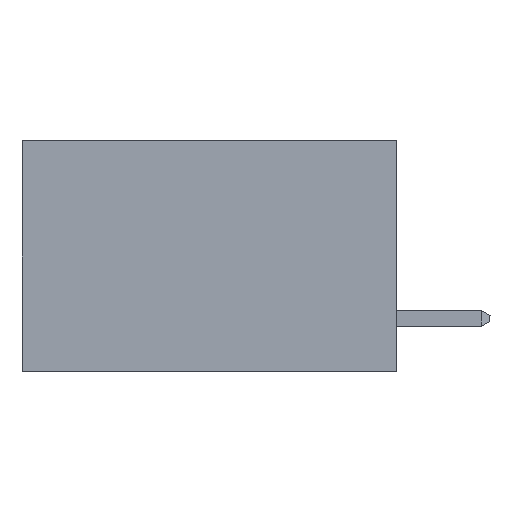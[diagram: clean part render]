
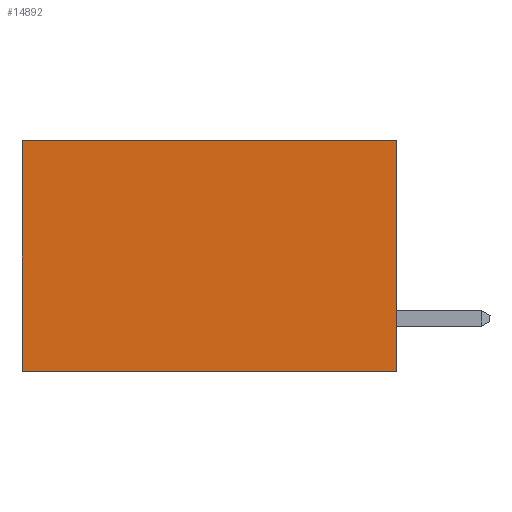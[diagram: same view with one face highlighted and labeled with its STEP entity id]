
A CAD part, left-side view. The second image highlights one B-rep face of the part: STEP entity #14892.
In plain terms, the highlighted planar face has unit normal (-1, 0, 0).
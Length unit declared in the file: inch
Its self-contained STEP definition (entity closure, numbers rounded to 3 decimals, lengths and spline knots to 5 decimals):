
#547 = LINE ( 'NONE', #9230, #7052 ) ;
#1143 = ORIENTED_EDGE ( 'NONE', *, *, #22608, .F. ) ;
#1242 = CARTESIAN_POINT ( 'NONE',  ( 0.2615, 0., 0. ) ) ;
#1781 = EDGE_LOOP ( 'NONE', ( #18353, #3015, #1143, #10086 ) ) ;
#2653 = DIRECTION ( 'NONE',  ( 0., 0., -1. ) ) ;
#2778 = VECTOR ( 'NONE', #20548, 39.37008 ) ;
#3015 = ORIENTED_EDGE ( 'NONE', *, *, #18512, .F. ) ;
#3214 = CARTESIAN_POINT ( 'NONE',  ( 0.2615, 0.6, -0.37 ) ) ;
#3296 = CARTESIAN_POINT ( 'NONE',  ( 0.2615, 0., 0. ) ) ;
#4113 = AXIS2_PLACEMENT_3D ( 'NONE', #15237, #22377, #7801 ) ;
#4746 = EDGE_CURVE ( 'NONE', #19140, #4864, #18682, .T. ) ;
#4864 = VERTEX_POINT ( 'NONE', #14805 ) ;
#6238 = EDGE_CURVE ( 'NONE', #4864, #19561, #22424, .T. ) ;
#6599 = CARTESIAN_POINT ( 'NONE',  ( 0.2615, 0., -0.37 ) ) ;
#7052 = VECTOR ( 'NONE', #12942, 39.37008 ) ;
#7801 = DIRECTION ( 'NONE',  ( 0., 0., -1. ) ) ;
#8133 = PLANE ( 'NONE',  #4113 ) ;
#9188 = VERTEX_POINT ( 'NONE', #6599 ) ;
#9230 = CARTESIAN_POINT ( 'NONE',  ( 0.2615, 0., -0.37 ) ) ;
#9237 = CARTESIAN_POINT ( 'NONE',  ( 0.2615, 0., -0.37 ) ) ;
#10086 = ORIENTED_EDGE ( 'NONE', *, *, #4746, .T. ) ;
#10795 = CARTESIAN_POINT ( 'NONE',  ( 0.2615, 0.6, -0.37 ) ) ;
#11461 = LINE ( 'NONE', #9237, #19466 ) ;
#11778 = DIRECTION ( 'NONE',  ( 0., 0., -1. ) ) ;
#12942 = DIRECTION ( 'NONE',  ( 0., 1., 0. ) ) ;
#13509 = VECTOR ( 'NONE', #11778, 39.37008 ) ;
#14805 = CARTESIAN_POINT ( 'NONE',  ( 0.2615, 0.6, 0. ) ) ;
#14892 = ADVANCED_FACE ( 'NONE', ( #20281 ), #8133, .F. ) ;
#15237 = CARTESIAN_POINT ( 'NONE',  ( 0.2615, 0., -0.37 ) ) ;
#18353 = ORIENTED_EDGE ( 'NONE', *, *, #6238, .T. ) ;
#18512 = EDGE_CURVE ( 'NONE', #9188, #19561, #547, .T. ) ;
#18682 = LINE ( 'NONE', #1242, #2778 ) ;
#19140 = VERTEX_POINT ( 'NONE', #3296 ) ;
#19466 = VECTOR ( 'NONE', #2653, 39.37008 ) ;
#19561 = VERTEX_POINT ( 'NONE', #10795 ) ;
#20281 = FACE_OUTER_BOUND ( 'NONE', #1781, .T. ) ;
#20548 = DIRECTION ( 'NONE',  ( 0., 1., 0. ) ) ;
#22377 = DIRECTION ( 'NONE',  ( 1., 0., 0. ) ) ;
#22424 = LINE ( 'NONE', #3214, #13509 ) ;
#22608 = EDGE_CURVE ( 'NONE', #19140, #9188, #11461, .T. ) ;
